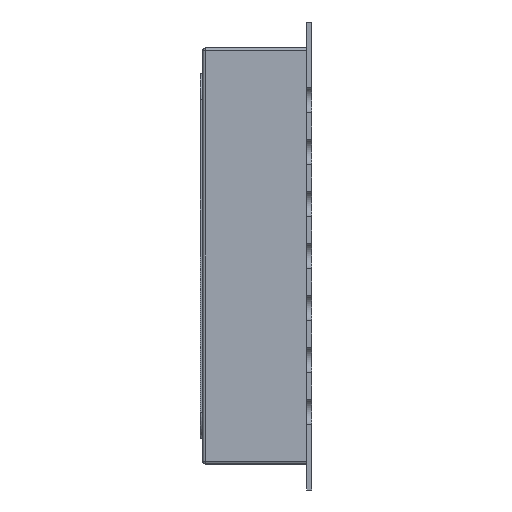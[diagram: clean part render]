
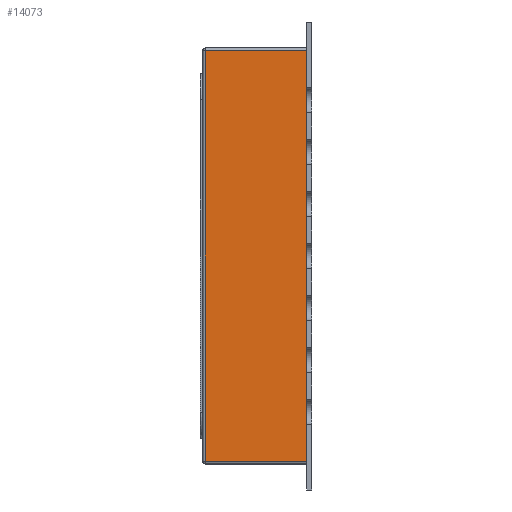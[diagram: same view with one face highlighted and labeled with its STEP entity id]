
A CAD part, left-side view. The second image highlights one B-rep face of the part: STEP entity #14073.
In plain terms, the highlighted planar face has unit normal (-1, 0, 0).
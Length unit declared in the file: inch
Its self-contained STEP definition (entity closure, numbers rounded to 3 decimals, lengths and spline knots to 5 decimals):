
#621 = VECTOR ( 'NONE', #7067, 39.37008 ) ;
#1019 = PLANE ( 'NONE',  #29909 ) ;
#1699 = CARTESIAN_POINT ( 'NONE',  ( -0.375, 0.01, 0.395 ) ) ;
#1901 = ORIENTED_EDGE ( 'NONE', *, *, #8632, .T. ) ;
#2174 = ORIENTED_EDGE ( 'NONE', *, *, #21142, .T. ) ;
#2995 = VECTOR ( 'NONE', #9732, 39.37008 ) ;
#5133 = VECTOR ( 'NONE', #8732, 39.37008 ) ;
#5724 = CARTESIAN_POINT ( 'NONE',  ( -0.375, 0.01, -0.395 ) ) ;
#6749 = CARTESIAN_POINT ( 'NONE',  ( -0.375, 0.21, -0.395 ) ) ;
#6830 = CARTESIAN_POINT ( 'NONE',  ( -0.375, 0.205, -0.4 ) ) ;
#7067 = DIRECTION ( 'NONE',  ( 0., 0., 1. ) ) ;
#8632 = EDGE_CURVE ( 'NONE', #18081, #17658, #23528, .T. ) ;
#8732 = DIRECTION ( 'NONE',  ( 0., 1., 0. ) ) ;
#8751 = VERTEX_POINT ( 'NONE', #29792 ) ;
#9732 = DIRECTION ( 'NONE',  ( 0., -1., 0. ) ) ;
#12400 = FACE_OUTER_BOUND ( 'NONE', #25401, .T. ) ;
#14073 = ADVANCED_FACE ( 'NONE', ( #12400 ), #1019, .F. ) ;
#14748 = VECTOR ( 'NONE', #32396, 39.37008 ) ;
#15016 = DIRECTION ( 'NONE',  ( 1., 0., 0. ) ) ;
#15047 = ORIENTED_EDGE ( 'NONE', *, *, #29268, .T. ) ;
#17658 = VERTEX_POINT ( 'NONE', #19330 ) ;
#18081 = VERTEX_POINT ( 'NONE', #1699 ) ;
#19330 = CARTESIAN_POINT ( 'NONE',  ( -0.375, 0.205, 0.395 ) ) ;
#20055 = VERTEX_POINT ( 'NONE', #5724 ) ;
#20931 = LINE ( 'NONE', #6749, #2995 ) ;
#20988 = DIRECTION ( 'NONE',  ( 0., 0., -1. ) ) ;
#21142 = EDGE_CURVE ( 'NONE', #20055, #18081, #30023, .T. ) ;
#21431 = CARTESIAN_POINT ( 'NONE',  ( -0.375, 0.01, -0.4 ) ) ;
#23528 = LINE ( 'NONE', #31677, #5133 ) ;
#25401 = EDGE_LOOP ( 'NONE', ( #15047, #27357, #2174, #1901 ) ) ;
#26437 = LINE ( 'NONE', #6830, #14748 ) ;
#27357 = ORIENTED_EDGE ( 'NONE', *, *, #35168, .T. ) ;
#29268 = EDGE_CURVE ( 'NONE', #17658, #8751, #26437, .T. ) ;
#29792 = CARTESIAN_POINT ( 'NONE',  ( -0.375, 0.205, -0.395 ) ) ;
#29909 = AXIS2_PLACEMENT_3D ( 'NONE', #32194, #15016, #20988 ) ;
#30023 = LINE ( 'NONE', #21431, #621 ) ;
#31677 = CARTESIAN_POINT ( 'NONE',  ( -0.375, 0.21, 0.395 ) ) ;
#32194 = CARTESIAN_POINT ( 'NONE',  ( -0.375, 0.21, -0.4 ) ) ;
#32396 = DIRECTION ( 'NONE',  ( 0., 0., -1. ) ) ;
#35168 = EDGE_CURVE ( 'NONE', #8751, #20055, #20931, .T. ) ;
